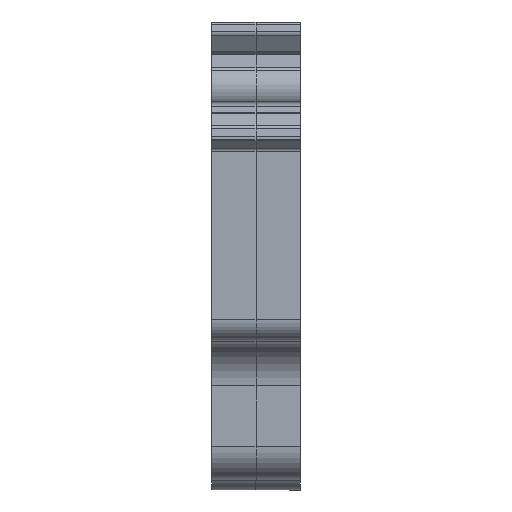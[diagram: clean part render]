
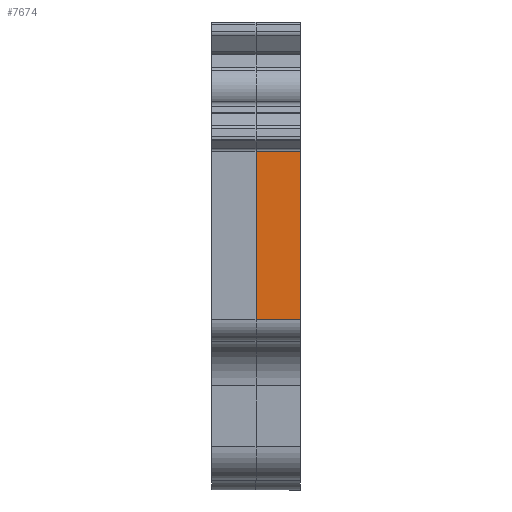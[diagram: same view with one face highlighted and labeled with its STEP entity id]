
A CAD part, left-side view. The second image highlights one B-rep face of the part: STEP entity #7674.
In plain terms, the highlighted face is planar.
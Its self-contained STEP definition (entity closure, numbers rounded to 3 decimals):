
#178 = ORIENTED_EDGE ( 'NONE', *, *, #14891, .T. ) ;
#288 = PLANE ( 'NONE',  #16368 ) ;
#1201 = LINE ( 'NONE', #17078, #12924 ) ;
#1427 = DIRECTION ( 'NONE',  ( -1., 0., 0. ) ) ;
#2505 = LINE ( 'NONE', #11717, #10491 ) ;
#2756 = CARTESIAN_POINT ( 'NONE',  ( 0.05, 33.523, 7.843 ) ) ;
#3041 = DIRECTION ( 'NONE',  ( 0., 0., 1. ) ) ;
#3176 = CARTESIAN_POINT ( 'NONE',  ( 0., 33.523, 7.843 ) ) ;
#3236 = ORIENTED_EDGE ( 'NONE', *, *, #7120, .F. ) ;
#3968 = VERTEX_POINT ( 'NONE', #5299 ) ;
#4505 = CARTESIAN_POINT ( 'NONE',  ( 0., 33.523, 7.843 ) ) ;
#4889 = EDGE_LOOP ( 'NONE', ( #3236, #6074, #4994, #178 ) ) ;
#4994 = ORIENTED_EDGE ( 'NONE', *, *, #12591, .T. ) ;
#5299 = CARTESIAN_POINT ( 'NONE',  ( 4., 33.523, 7.843 ) ) ;
#5385 = FACE_OUTER_BOUND ( 'NONE', #4889, .T. ) ;
#5645 = DIRECTION ( 'NONE',  ( 0., 1., 0. ) ) ;
#5833 = LINE ( 'NONE', #4505, #13140 ) ;
#6006 = DIRECTION ( 'NONE',  ( 0., 0., 1. ) ) ;
#6074 = ORIENTED_EDGE ( 'NONE', *, *, #7559, .F. ) ;
#6094 = CARTESIAN_POINT ( 'NONE',  ( 4., 33.523, 22.997 ) ) ;
#6524 = VERTEX_POINT ( 'NONE', #6094 ) ;
#6900 = CARTESIAN_POINT ( 'NONE',  ( 4., 33.523, 7.843 ) ) ;
#7120 = EDGE_CURVE ( 'NONE', #3968, #6524, #12483, .T. ) ;
#7559 = EDGE_CURVE ( 'NONE', #15930, #3968, #2505, .T. ) ;
#7674 = ADVANCED_FACE ( 'NONE', ( #5385 ), #288, .T. ) ;
#8923 = VERTEX_POINT ( 'NONE', #16269 ) ;
#9282 = DIRECTION ( 'NONE',  ( 1., 0., 0. ) ) ;
#10491 = VECTOR ( 'NONE', #14332, 1000. ) ;
#11717 = CARTESIAN_POINT ( 'NONE',  ( 0.05, 33.523, 7.843 ) ) ;
#12483 = LINE ( 'NONE', #6900, #14250 ) ;
#12591 = EDGE_CURVE ( 'NONE', #15930, #8923, #5833, .T. ) ;
#12924 = VECTOR ( 'NONE', #9282, 1000. ) ;
#13140 = VECTOR ( 'NONE', #6006, 1000. ) ;
#14250 = VECTOR ( 'NONE', #3041, 1000. ) ;
#14332 = DIRECTION ( 'NONE',  ( 1., 0., 0. ) ) ;
#14891 = EDGE_CURVE ( 'NONE', #8923, #6524, #1201, .T. ) ;
#15930 = VERTEX_POINT ( 'NONE', #3176 ) ;
#16269 = CARTESIAN_POINT ( 'NONE',  ( 0., 33.523, 22.997 ) ) ;
#16368 = AXIS2_PLACEMENT_3D ( 'NONE', #2756, #5645, #1427 ) ;
#17078 = CARTESIAN_POINT ( 'NONE',  ( 0.05, 33.523, 22.997 ) ) ;
